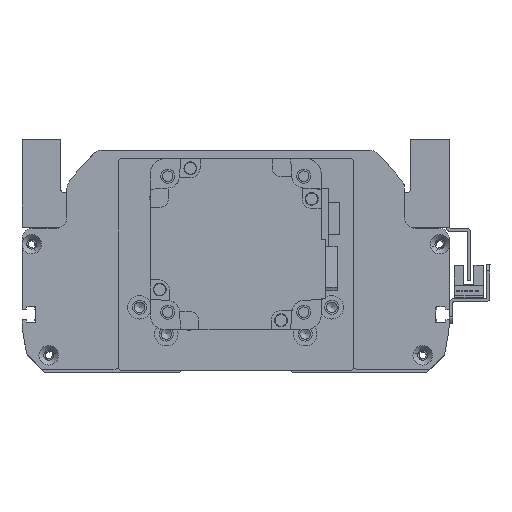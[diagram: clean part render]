
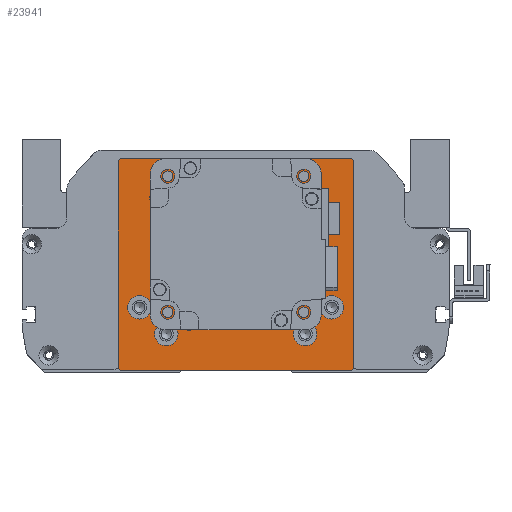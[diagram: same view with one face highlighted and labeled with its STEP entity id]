
A CAD part, front view. The second image highlights one B-rep face of the part: STEP entity #23941.
In plain terms, the highlighted face is planar.
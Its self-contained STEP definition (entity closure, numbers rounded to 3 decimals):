
#1816=FACE_BOUND('',#5623,.T.);
#1817=FACE_BOUND('',#5624,.T.);
#1818=FACE_BOUND('',#5625,.T.);
#1819=FACE_BOUND('',#5626,.T.);
#1820=FACE_BOUND('',#5627,.T.);
#1821=FACE_BOUND('',#5628,.T.);
#1822=FACE_BOUND('',#5629,.T.);
#1823=FACE_BOUND('',#5630,.T.);
#1824=FACE_BOUND('',#5631,.T.);
#2914=CIRCLE('',#26587,2.459);
#2915=CIRCLE('',#26590,2.459);
#2916=CIRCLE('',#26598,2.459);
#2917=CIRCLE('',#26600,2.459);
#2920=CIRCLE('',#26605,5.5);
#2923=CIRCLE('',#26611,5.5);
#2926=CIRCLE('',#26617,5.5);
#2929=CIRCLE('',#26623,5.5);
#2931=CIRCLE('',#26628,35.);
#4130=FACE_OUTER_BOUND('',#5622,.T.);
#5622=EDGE_LOOP('',(#21605,#21606,#21607,#21608,#21609,#21610,#21611,#21612));
#5623=EDGE_LOOP('',(#21613));
#5624=EDGE_LOOP('',(#21614));
#5625=EDGE_LOOP('',(#21615));
#5626=EDGE_LOOP('',(#21616));
#5627=EDGE_LOOP('',(#21617));
#5628=EDGE_LOOP('',(#21618));
#5629=EDGE_LOOP('',(#21619));
#5630=EDGE_LOOP('',(#21620));
#5631=EDGE_LOOP('',(#21621));
#7626=LINE('',#41320,#9681);
#7629=LINE('',#41329,#9684);
#7632=LINE('',#41334,#9687);
#7634=LINE('',#41337,#9689);
#7635=LINE('',#41340,#9690);
#7637=LINE('',#41344,#9692);
#7639=LINE('',#41348,#9694);
#7652=LINE('',#41410,#9707);
#9681=VECTOR('',#32991,10.);
#9684=VECTOR('',#33000,10.);
#9687=VECTOR('',#33005,10.);
#9689=VECTOR('',#33009,10.);
#9690=VECTOR('',#33012,10.);
#9692=VECTOR('',#33016,10.);
#9694=VECTOR('',#33020,10.);
#9707=VECTOR('',#33099,10.);
#11945=VERTEX_POINT('',#41313);
#11946=VERTEX_POINT('',#41317);
#11947=VERTEX_POINT('',#41319);
#11948=VERTEX_POINT('',#41323);
#11949=VERTEX_POINT('',#41327);
#11950=VERTEX_POINT('',#41328);
#11951=VERTEX_POINT('',#41333);
#11952=VERTEX_POINT('',#41339);
#11953=VERTEX_POINT('',#41343);
#11954=VERTEX_POINT('',#41347);
#11955=VERTEX_POINT('',#41351);
#11956=VERTEX_POINT('',#41355);
#11959=VERTEX_POINT('',#41364);
#11962=VERTEX_POINT('',#41375);
#11965=VERTEX_POINT('',#41386);
#11968=VERTEX_POINT('',#41397);
#11970=VERTEX_POINT('',#41406);
#15179=EDGE_CURVE('',#11945,#11945,#2914,.T.);
#15182=EDGE_CURVE('',#11947,#11946,#7626,.T.);
#15184=EDGE_CURVE('',#11948,#11948,#2915,.T.);
#15186=EDGE_CURVE('',#11949,#11950,#7629,.T.);
#15189=EDGE_CURVE('',#11951,#11950,#7632,.T.);
#15191=EDGE_CURVE('',#11951,#11946,#7634,.T.);
#15192=EDGE_CURVE('',#11947,#11952,#7635,.T.);
#15194=EDGE_CURVE('',#11953,#11952,#7637,.T.);
#15196=EDGE_CURVE('',#11953,#11954,#7639,.T.);
#15198=EDGE_CURVE('',#11955,#11955,#2916,.T.);
#15200=EDGE_CURVE('',#11956,#11956,#2917,.T.);
#15204=EDGE_CURVE('',#11959,#11959,#2920,.T.);
#15209=EDGE_CURVE('',#11962,#11962,#2923,.T.);
#15214=EDGE_CURVE('',#11965,#11965,#2926,.T.);
#15219=EDGE_CURVE('',#11968,#11968,#2929,.T.);
#15223=EDGE_CURVE('',#11970,#11970,#2931,.T.);
#15225=EDGE_CURVE('',#11949,#11954,#7652,.T.);
#21605=ORIENTED_EDGE('',*,*,#15186,.F.);
#21606=ORIENTED_EDGE('',*,*,#15225,.T.);
#21607=ORIENTED_EDGE('',*,*,#15196,.F.);
#21608=ORIENTED_EDGE('',*,*,#15194,.T.);
#21609=ORIENTED_EDGE('',*,*,#15192,.F.);
#21610=ORIENTED_EDGE('',*,*,#15182,.T.);
#21611=ORIENTED_EDGE('',*,*,#15191,.F.);
#21612=ORIENTED_EDGE('',*,*,#15189,.T.);
#21613=ORIENTED_EDGE('',*,*,#15198,.T.);
#21614=ORIENTED_EDGE('',*,*,#15184,.T.);
#21615=ORIENTED_EDGE('',*,*,#15200,.T.);
#21616=ORIENTED_EDGE('',*,*,#15179,.T.);
#21617=ORIENTED_EDGE('',*,*,#15204,.T.);
#21618=ORIENTED_EDGE('',*,*,#15209,.T.);
#21619=ORIENTED_EDGE('',*,*,#15214,.T.);
#21620=ORIENTED_EDGE('',*,*,#15219,.T.);
#21621=ORIENTED_EDGE('',*,*,#15223,.T.);
#22758=PLANE('',#26630);
#23941=ADVANCED_FACE('',(#4130,#1816,#1817,#1818,#1819,#1820,#1821,#1822,
#1823,#1824),#22758,.T.);
#26587=AXIS2_PLACEMENT_3D('',#41314,#32985,#32986);
#26590=AXIS2_PLACEMENT_3D('',#41324,#32995,#32996);
#26598=AXIS2_PLACEMENT_3D('',#41352,#33024,#33025);
#26600=AXIS2_PLACEMENT_3D('',#41356,#33029,#33030);
#26605=AXIS2_PLACEMENT_3D('',#41365,#33040,#33041);
#26611=AXIS2_PLACEMENT_3D('',#41376,#33054,#33055);
#26617=AXIS2_PLACEMENT_3D('',#41387,#33068,#33069);
#26623=AXIS2_PLACEMENT_3D('',#41398,#33082,#33083);
#26628=AXIS2_PLACEMENT_3D('',#41407,#33094,#33095);
#26630=AXIS2_PLACEMENT_3D('',#41411,#33100,#33101);
#32985=DIRECTION('center_axis',(0.,0.,-1.));
#32986=DIRECTION('ref_axis',(1.,0.,0.));
#32991=DIRECTION('',(-1.,0.,0.));
#32995=DIRECTION('center_axis',(0.,0.,-1.));
#32996=DIRECTION('ref_axis',(1.,0.,0.));
#33000=DIRECTION('',(-0.707,0.707,0.));
#33005=DIRECTION('',(0.,-1.,0.));
#33009=DIRECTION('',(0.707,0.707,0.));
#33012=DIRECTION('',(0.707,-0.707,0.));
#33016=DIRECTION('',(0.,1.,0.));
#33020=DIRECTION('',(-0.707,-0.707,0.));
#33024=DIRECTION('center_axis',(0.,0.,-1.));
#33025=DIRECTION('ref_axis',(1.,0.,0.));
#33029=DIRECTION('center_axis',(0.,0.,-1.));
#33030=DIRECTION('ref_axis',(1.,0.,0.));
#33040=DIRECTION('center_axis',(0.,0.,-1.));
#33041=DIRECTION('ref_axis',(1.,0.,0.));
#33054=DIRECTION('center_axis',(0.,0.,-1.));
#33055=DIRECTION('ref_axis',(1.,0.,0.));
#33068=DIRECTION('center_axis',(0.,0.,-1.));
#33069=DIRECTION('ref_axis',(1.,0.,0.));
#33082=DIRECTION('center_axis',(0.,0.,-1.));
#33083=DIRECTION('ref_axis',(1.,0.,0.));
#33094=DIRECTION('center_axis',(0.,0.,-1.));
#33095=DIRECTION('ref_axis',(1.,0.,0.));
#33099=DIRECTION('',(1.,0.,0.));
#33100=DIRECTION('center_axis',(0.,0.,1.));
#33101=DIRECTION('ref_axis',(1.,0.,0.));
#41313=CARTESIAN_POINT('',(29.361,41.32,89.));
#41314=CARTESIAN_POINT('Origin',(31.82,41.32,89.));
#41317=CARTESIAN_POINT('',(-54.,49.5,89.));
#41319=CARTESIAN_POINT('',(54.,49.5,89.));
#41320=CARTESIAN_POINT('',(55.,49.5,89.));
#41323=CARTESIAN_POINT('',(-34.278,41.32,89.));
#41324=CARTESIAN_POINT('Origin',(-31.82,41.32,89.));
#41327=CARTESIAN_POINT('',(-54.,-49.5,89.));
#41328=CARTESIAN_POINT('',(-55.,-48.5,89.));
#41329=CARTESIAN_POINT('',(-53.125,-50.375,89.));
#41333=CARTESIAN_POINT('',(-55.,48.5,89.));
#41334=CARTESIAN_POINT('',(-55.,49.5,89.));
#41337=CARTESIAN_POINT('',(-53.125,50.375,89.));
#41339=CARTESIAN_POINT('',(55.,48.5,89.));
#41340=CARTESIAN_POINT('',(53.125,50.375,89.));
#41343=CARTESIAN_POINT('',(55.,-48.5,89.));
#41344=CARTESIAN_POINT('',(55.,-49.5,89.));
#41347=CARTESIAN_POINT('',(54.,-49.5,89.));
#41348=CARTESIAN_POINT('',(53.125,-50.375,89.));
#41351=CARTESIAN_POINT('',(29.361,-22.32,89.));
#41352=CARTESIAN_POINT('Origin',(31.82,-22.32,89.));
#41355=CARTESIAN_POINT('',(-34.278,-22.32,89.));
#41356=CARTESIAN_POINT('Origin',(-31.82,-22.32,89.));
#41364=CARTESIAN_POINT('',(27.,-32.5,89.));
#41365=CARTESIAN_POINT('Origin',(32.5,-32.5,89.));
#41375=CARTESIAN_POINT('',(-50.5,-20.,89.));
#41376=CARTESIAN_POINT('Origin',(-45.,-20.,89.));
#41386=CARTESIAN_POINT('',(-38.,-32.5,89.));
#41387=CARTESIAN_POINT('Origin',(-32.5,-32.5,89.));
#41397=CARTESIAN_POINT('',(39.5,-20.,89.));
#41398=CARTESIAN_POINT('Origin',(45.,-20.,89.));
#41406=CARTESIAN_POINT('',(-35.,9.5,89.));
#41407=CARTESIAN_POINT('Origin',(0.,9.5,89.));
#41410=CARTESIAN_POINT('',(-55.,-49.5,89.));
#41411=CARTESIAN_POINT('Origin',(0.,0.,
89.));
